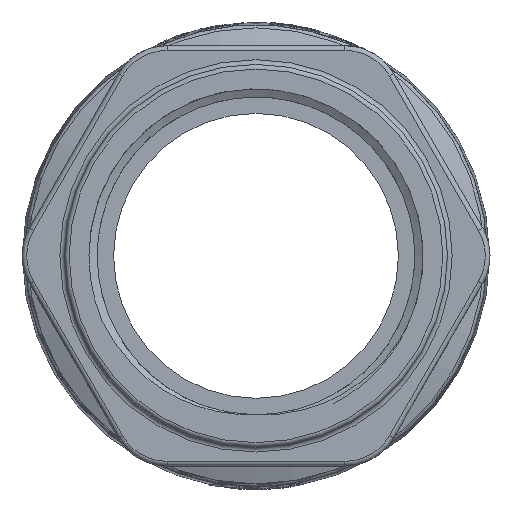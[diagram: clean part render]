
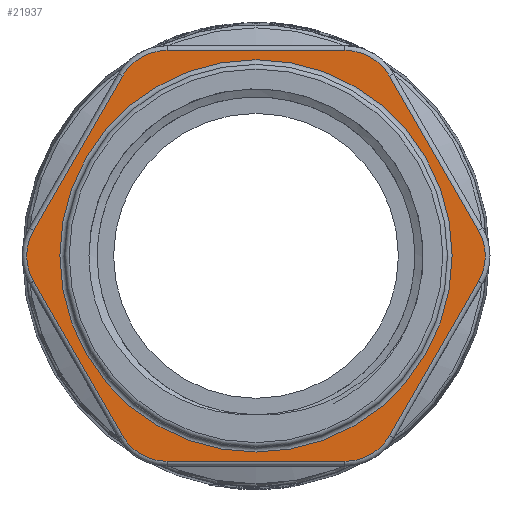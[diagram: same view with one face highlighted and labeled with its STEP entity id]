
A CAD part, front view. The second image highlights one B-rep face of the part: STEP entity #21937.
In plain terms, the highlighted planar face has unit normal (0, -1, 0).
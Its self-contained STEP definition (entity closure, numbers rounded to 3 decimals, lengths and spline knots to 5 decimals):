
#311=PLANE('',#23246);
#670=FACE_BOUND('',#3231,.T.);
#1961=FACE_OUTER_BOUND('',#3230,.T.);
#3230=EDGE_LOOP('',(#17661,#17662,#17663,#17664,#17665,#17666,#17667,#17668,
#17669,#17670,#17671,#17672));
#3231=EDGE_LOOP('',(#17673,#17674));
#4086=CIRCLE('',#22992,0.042);
#4087=CIRCLE('',#22993,0.042);
#4115=CIRCLE('',#23101,0.011);
#4120=CIRCLE('',#23107,0.011);
#4149=CIRCLE('',#23187,0.011);
#4156=CIRCLE('',#23196,0.011);
#4168=CIRCLE('',#23239,0.011);
#4171=CIRCLE('',#23243,0.011);
#6500=LINE('',#56668,#7646);
#6558=LINE('',#57487,#7704);
#6559=LINE('',#57489,#7705);
#6561=LINE('',#57492,#7707);
#6562=LINE('',#57493,#7708);
#6563=LINE('',#57494,#7709);
#7646=VECTOR('',#25831,1.);
#7704=VECTOR('',#25993,1.);
#7705=VECTOR('',#25996,1.);
#7707=VECTOR('',#26000,1.);
#7708=VECTOR('',#26001,1.);
#7709=VECTOR('',#26002,1.);
#9740=VERTEX_POINT('',#51039);
#9741=VERTEX_POINT('',#51040);
#9880=VERTEX_POINT('',#54834);
#9881=VERTEX_POINT('',#54836);
#9883=VERTEX_POINT('',#54841);
#9885=VERTEX_POINT('',#54845);
#9995=VERTEX_POINT('',#56654);
#9996=VERTEX_POINT('',#56656);
#9998=VERTEX_POINT('',#56662);
#10000=VERTEX_POINT('',#56666);
#10001=VERTEX_POINT('',#56670);
#10002=VERTEX_POINT('',#56672);
#10061=VERTEX_POINT('',#57476);
#10063=VERTEX_POINT('',#57482);
#12303=EDGE_CURVE('',#9740,#9741,#4086,.T.);
#12304=EDGE_CURVE('',#9741,#9740,#4087,.T.);
#12630=EDGE_CURVE('',#9881,#9880,#4115,.T.);
#12635=EDGE_CURVE('',#9883,#9885,#4120,.T.);
#12836=EDGE_CURVE('',#9996,#9995,#4149,.T.);
#12842=EDGE_CURVE('',#9998,#10000,#6500,.T.);
#12845=EDGE_CURVE('',#10001,#10002,#4156,.T.);
#12956=EDGE_CURVE('',#10061,#9998,#4168,.T.);
#12959=EDGE_CURVE('',#10000,#10063,#4171,.T.);
#12961=EDGE_CURVE('',#9885,#10061,#6558,.T.);
#12962=EDGE_CURVE('',#9880,#9883,#6559,.T.);
#12964=EDGE_CURVE('',#10063,#10001,#6561,.T.);
#12965=EDGE_CURVE('',#10002,#9996,#6562,.T.);
#12966=EDGE_CURVE('',#9995,#9881,#6563,.T.);
#17661=ORIENTED_EDGE('',*,*,#12964,.T.);
#17662=ORIENTED_EDGE('',*,*,#12845,.T.);
#17663=ORIENTED_EDGE('',*,*,#12965,.T.);
#17664=ORIENTED_EDGE('',*,*,#12836,.T.);
#17665=ORIENTED_EDGE('',*,*,#12966,.T.);
#17666=ORIENTED_EDGE('',*,*,#12630,.T.);
#17667=ORIENTED_EDGE('',*,*,#12962,.T.);
#17668=ORIENTED_EDGE('',*,*,#12635,.T.);
#17669=ORIENTED_EDGE('',*,*,#12961,.T.);
#17670=ORIENTED_EDGE('',*,*,#12956,.T.);
#17671=ORIENTED_EDGE('',*,*,#12842,.T.);
#17672=ORIENTED_EDGE('',*,*,#12959,.T.);
#17673=ORIENTED_EDGE('',*,*,#12303,.T.);
#17674=ORIENTED_EDGE('',*,*,#12304,.T.);
#21937=ADVANCED_FACE('',(#1961,#670),#311,.F.);
#22992=AXIS2_PLACEMENT_3D('',#51041,#25131,#25132);
#22993=AXIS2_PLACEMENT_3D('',#51042,#25133,#25134);
#23101=AXIS2_PLACEMENT_3D('',#54837,#25549,#25550);
#23107=AXIS2_PLACEMENT_3D('',#54847,#25561,#25562);
#23187=AXIS2_PLACEMENT_3D('',#56657,#25818,#25819);
#23196=AXIS2_PLACEMENT_3D('',#56674,#25838,#25839);
#23239=AXIS2_PLACEMENT_3D('',#57478,#25980,#25981);
#23243=AXIS2_PLACEMENT_3D('',#57484,#25988,#25989);
#23246=AXIS2_PLACEMENT_3D('',#57491,#25998,#25999);
#25131=DIRECTION('center_axis',(0.,1.,0.));
#25132=DIRECTION('ref_axis',(1.,0.,0.));
#25133=DIRECTION('center_axis',(0.,1.,0.));
#25134=DIRECTION('ref_axis',(1.,0.,0.));
#25549=DIRECTION('center_axis',(0.,-1.,0.));
#25550=DIRECTION('ref_axis',(1.,0.,0.));
#25561=DIRECTION('center_axis',(0.,-1.,0.));
#25562=DIRECTION('ref_axis',(1.,0.,0.));
#25818=DIRECTION('center_axis',(0.,-1.,0.));
#25819=DIRECTION('ref_axis',(1.,0.,0.));
#25831=DIRECTION('',(-0.5,0.,0.866));
#25838=DIRECTION('center_axis',(0.,-1.,0.));
#25839=DIRECTION('ref_axis',(1.,0.,0.));
#25980=DIRECTION('center_axis',(0.,-1.,0.));
#25981=DIRECTION('ref_axis',(1.,0.,0.));
#25988=DIRECTION('center_axis',(0.,-1.,0.));
#25989=DIRECTION('ref_axis',(1.,0.,0.));
#25993=DIRECTION('',(0.5,0.,0.866));
#25996=DIRECTION('',(1.,0.,0.));
#25998=DIRECTION('center_axis',(0.,1.,0.));
#25999=DIRECTION('ref_axis',(1.,0.,0.));
#26000=DIRECTION('',(-1.,0.,0.));
#26001=DIRECTION('',(-0.5,0.,-0.866));
#26002=DIRECTION('',(0.5,0.,-0.866));
#51039=CARTESIAN_POINT('',(7.48532,1.948,0.));
#51040=CARTESIAN_POINT('',(7.40132,1.948,0.));
#51041=CARTESIAN_POINT('Origin',(7.44332,1.948,0.));
#51042=CARTESIAN_POINT('Origin',(7.44332,1.948,0.));
#54834=CARTESIAN_POINT('',(7.42426,1.948,-0.044));
#54836=CARTESIAN_POINT('',(7.41474,1.948,-0.0385));
#54837=CARTESIAN_POINT('Origin',(7.42426,1.948,-0.033));
#54841=CARTESIAN_POINT('',(7.46237,1.948,-0.044));
#54845=CARTESIAN_POINT('',(7.47189,1.948,-0.0385));
#54847=CARTESIAN_POINT('Origin',(7.46237,1.948,-0.033));
#56654=CARTESIAN_POINT('',(7.39568,1.948,-0.0055));
#56656=CARTESIAN_POINT('',(7.39568,1.948,0.0055));
#56657=CARTESIAN_POINT('Origin',(7.40521,1.948,0.));
#56662=CARTESIAN_POINT('',(7.49095,1.948,0.0055));
#56666=CARTESIAN_POINT('',(7.47189,1.948,0.0385));
#56668=CARTESIAN_POINT('',(7.47189,1.948,0.0385));
#56670=CARTESIAN_POINT('',(7.42426,1.948,0.044));
#56672=CARTESIAN_POINT('',(7.41474,1.948,0.0385));
#56674=CARTESIAN_POINT('Origin',(7.42426,1.948,0.033));
#57476=CARTESIAN_POINT('',(7.49095,1.948,-0.0055));
#57478=CARTESIAN_POINT('Origin',(7.48142,1.948,0.));
#57482=CARTESIAN_POINT('',(7.46237,1.948,0.044));
#57484=CARTESIAN_POINT('Origin',(7.46237,1.948,0.033));
#57487=CARTESIAN_POINT('',(7.49095,1.948,-0.0055));
#57489=CARTESIAN_POINT('',(7.46237,1.948,-0.044));
#57491=CARTESIAN_POINT('Origin',(7.44332,1.948,0.));
#57492=CARTESIAN_POINT('',(7.42426,1.948,0.044));
#57493=CARTESIAN_POINT('',(7.39568,1.948,0.0055));
#57494=CARTESIAN_POINT('',(7.41474,1.948,-0.0385));
